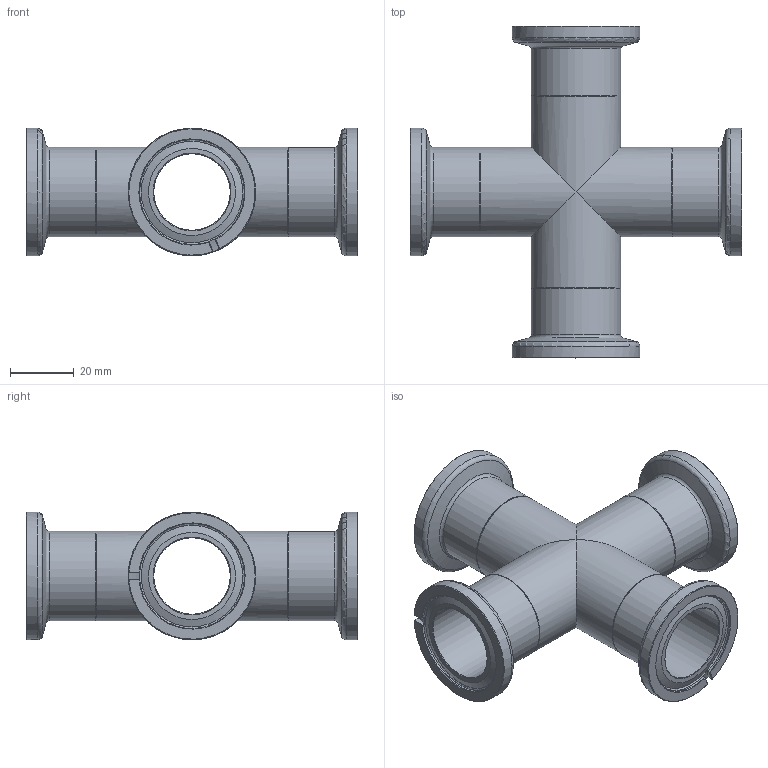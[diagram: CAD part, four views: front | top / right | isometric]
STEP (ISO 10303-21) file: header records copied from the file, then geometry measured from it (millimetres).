
FILE_DESCRIPTION(/* description */ (''),/* implementation_level */ '2;1');
FILE_NAME(/* name */ '33.025005.671.325',/* time_stamp */ '2019-02-28T11:28:19+01:00',/* author */ ('Murat Coskun Bicak'),/* organization */ ('Evac AG'),/* preprocessor_version */ 'ST-DEVELOPER v16.7',/* originating_system */ 'DEX',/* authorisation */ $);
FILE_SCHEMA (('AUTOMOTIVE_DESIGN {1 0 10303 214 3 1 1}'));
Length unit declared in the file: millimetre
Products named in the file (3): 33.025005.671.325; 32.025005.631.325; Rohr X DN25
Assembly tree (5 placements, depth 2):
  33.025005.671.325
    32.025005.631.325  x4
    Rohr X DN25
Bounding box: 104 x 104 x 40 mm (x, y, z)
Volume: 41479.7 mm3; surface area: 35803.5 mm2
Topology: 5 solids, 5 shells, 148 faces, 330 edges, 190 vertices
Faces by surface type: plane 64, cylinder 28, cone 28, torus 16, bspline 12
Full cylindrical faces by diameter (mm): 24 x8, 28 x8, 40 x4
Entity records: 1185 total; most frequent: CARTESIAN_POINT 243, DIRECTION 186, ORIENTED_EDGE 144, AXIS2_PLACEMENT_3D 83, EDGE_CURVE 72, EDGE_LOOP 70, FACE_BOUND 70, VERTEX_POINT 48
